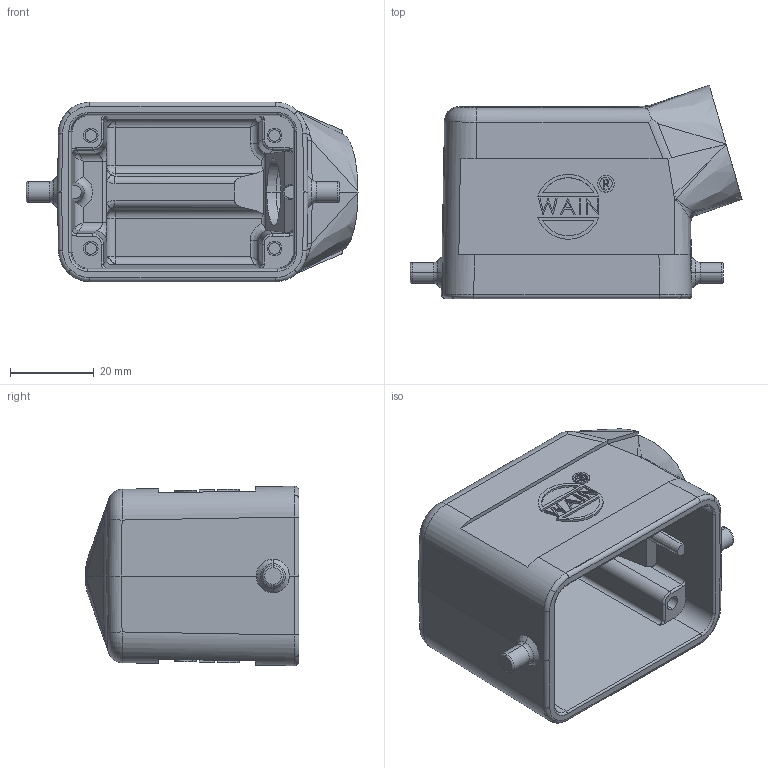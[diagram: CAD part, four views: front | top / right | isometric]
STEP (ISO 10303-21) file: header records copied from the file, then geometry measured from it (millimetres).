
FILE_DESCRIPTION((''),'2;1');
FILE_NAME('H6B-SE-2B-M20','2019-04-04T',('sh.ye'),(''),'PRO/ENGINEER BY PARAMETRIC TECHNOLOGY CORPORATION, 2015240','PRO/ENGINEER BY PARAMETRIC TECHNOLOGY CORPORATION, 2015240','');
FILE_SCHEMA(('AUTOMOTIVE_DESIGN { 1 0 10303 214 1 1 1 1 }'));
Length unit declared in the file: millimetre
Products named in the file (1): H6B-SE-2B-M20
Bounding box: 79.46 x 51.18 x 42.96 mm (x, y, z)
Volume: 43978.6 mm3; surface area: 22452.9 mm2
Topology: 1 solids, 1 shells, 420 faces, 1031 edges, 641 vertices
Faces by surface type: plane 206, cylinder 118, bspline 61, torus 11, cone 10, extrusion 10, sphere 4
Entity records: 15939 total; most frequent: CARTESIAN_POINT 6578, ORIENTED_EDGE 2046, DIRECTION 1688, EDGE_CURVE 1023, VERTEX_POINT 641, VECTOR 608, LINE 598, AXIS2_PLACEMENT_3D 540
